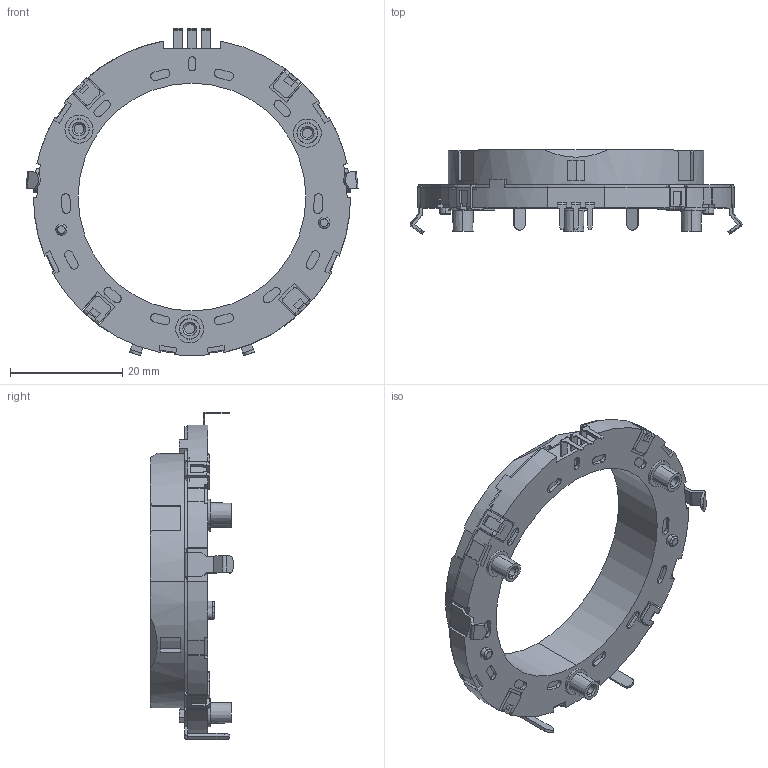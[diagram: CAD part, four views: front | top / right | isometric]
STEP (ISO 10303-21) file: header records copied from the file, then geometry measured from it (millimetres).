
FILE_DESCRIPTION (( 'STEP AP214' ), '1' );
FILE_NAME ('PER561-P115-N0015.STEP', '2022-12-26T04:15:21', ( 'ADMIN' ), ( '' ), 'SwSTEP 2.0', 'SolidWorks 2016', '' );
FILE_SCHEMA (( 'AUTOMOTIVE_DESIGN' ));
Length unit declared in the file: millimetre
Products named in the file (6): 56-11; PER561-P115-N0015; 56-2; 56-5; 56-6; 56-3
Assembly tree (5 placements, depth 2):
  PER561-P115-N0015
    56-11
    56-3
    56-6
    56-5
    56-2
Bounding box: 59.16 x 14.96 x 58.4 mm (x, y, z)
Volume: 5758.4 mm3; surface area: 13428.4 mm2
Topology: 5 solids, 5 shells, 976 faces, 2637 edges, 1718 vertices
Faces by surface type: plane 501, cylinder 417, bspline 44, cone 14
Entity records: 33431 total; most frequent: CARTESIAN_POINT 8868, ORIENTED_EDGE 5274, DIRECTION 4869, EDGE_CURVE 2637, VERTEX_POINT 1718, AXIS2_PLACEMENT_3D 1667, LINE 1535, VECTOR 1535
